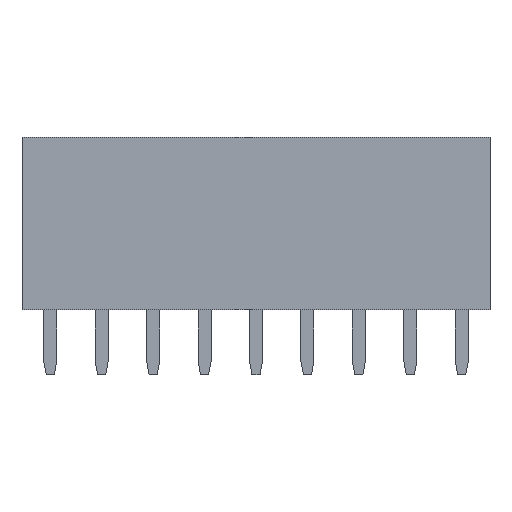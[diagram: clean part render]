
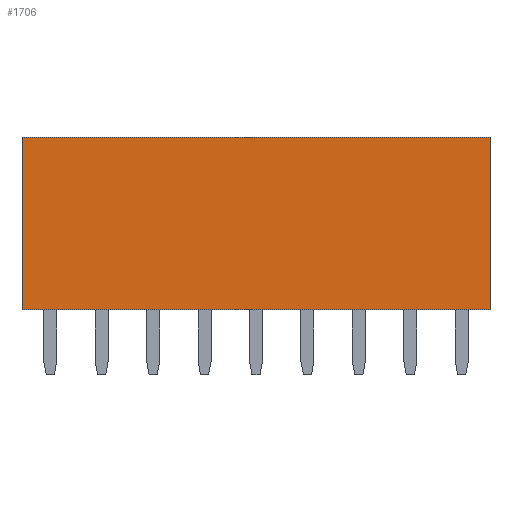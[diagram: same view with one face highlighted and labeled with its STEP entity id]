
A CAD part, top view. The second image highlights one B-rep face of the part: STEP entity #1706.
In plain terms, the highlighted planar face has unit normal (0, 0, 1).
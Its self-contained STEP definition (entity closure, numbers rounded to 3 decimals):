
#1706=ADVANCED_FACE('',(#3451),#3452,.T.);
#3451=FACE_OUTER_BOUND('',#5212,.T.);
#3452=PLANE('',#5213);
#5212=EDGE_LOOP('',(#10815,#10816,#10817,#10818));
#5213=AXIS2_PLACEMENT_3D('',#10819,#10820,#10821);
#10815=ORIENTED_EDGE('',*,*,#13282,.T.);
#10816=ORIENTED_EDGE('',*,*,#13283,.F.);
#10817=ORIENTED_EDGE('',*,*,#13284,.F.);
#10818=ORIENTED_EDGE('',*,*,#12020,.T.);
#10819=CARTESIAN_POINT('',(-11.555,4.25,2.5));
#10820=DIRECTION('',(0.,0.0,1.0));
#10821=DIRECTION('',(0.0,-1.0,0.0));
#12020=EDGE_CURVE('',#14845,#14843,#14846,.T.);
#13282=EDGE_CURVE('',#14843,#16740,#16741,.T.);
#13283=EDGE_CURVE('',#16742,#16740,#16743,.T.);
#13284=EDGE_CURVE('',#14845,#16742,#16744,.T.);
#14843=VERTEX_POINT('',#19003);
#14845=VERTEX_POINT('',#19006);
#14846=LINE('',#19007,#19008);
#16740=VERTEX_POINT('',#21820);
#16741=LINE('',#21821,#21822);
#16742=VERTEX_POINT('',#21823);
#16743=LINE('',#21824,#21825);
#16744=LINE('',#21826,#21827);
#19003=CARTESIAN_POINT('',(11.555,0.0,2.5));
#19006=CARTESIAN_POINT('',(-11.555,0.0,2.5));
#19007=CARTESIAN_POINT('',(-11.555,0.0,2.5));
#19008=VECTOR('',#22781,1.0);
#21820=CARTESIAN_POINT('',(11.555,8.5,2.5));
#21821=CARTESIAN_POINT('',(11.555,0.0,2.5));
#21822=VECTOR('',#23811,1.0);
#21823=CARTESIAN_POINT('',(-11.555,8.5,2.5));
#21824=CARTESIAN_POINT('',(-11.555,8.5,2.5));
#21825=VECTOR('',#23812,1.0);
#21826=CARTESIAN_POINT('',(-11.555,0.0,2.5));
#21827=VECTOR('',#23813,1.0);
#22781=DIRECTION('',(1.0,0.0,0.));
#23811=DIRECTION('',(0.0,1.0,0.0));
#23812=DIRECTION('',(1.0,0.0,0.));
#23813=DIRECTION('',(0.0,1.0,0.0));
